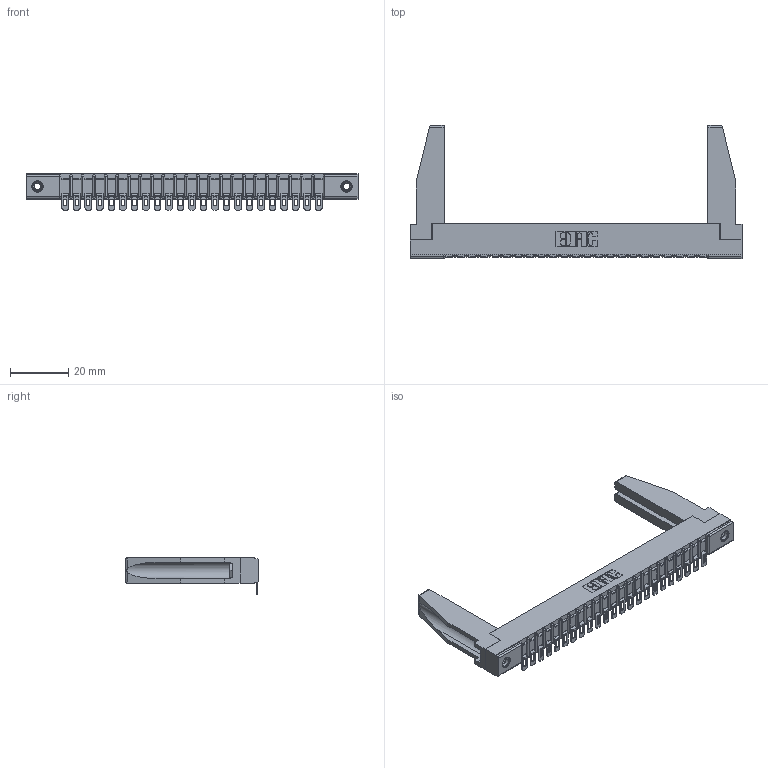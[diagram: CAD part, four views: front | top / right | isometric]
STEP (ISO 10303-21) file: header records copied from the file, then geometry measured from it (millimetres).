
FILE_DESCRIPTION (( 'STEP AP203' ), '1' );
FILE_NAME ('307-023-454-178.STEP', '2020-09-27T09:32:56', ( '' ), ( '' ), 'SwSTEP 2.0', 'SolidWorks 2020', '' );
FILE_SCHEMA (( 'CONFIG_CONTROL_DESIGN' ));
Length unit declared in the file: inch
Products named in the file (5): 345-250-001_345-250-001-102; 307-220-078; 307-290-002_554; 307 Part_.156 Dia Mounting Holes; 307-023-454-178
Assembly tree (28 placements, depth 2):
  307-023-454-178
    307 Part_.156 Dia Mounting Holes
    307-290-002_554  x23
    307-220-078  x2
    345-250-001_345-250-001-102  x2
Bounding box: 114.15 x 45.72 x 12.52 mm (x, y, z)
Volume: 11537.9 mm3; surface area: 17693.4 mm2
Topology: 28 solids, 28 shells, 2135 faces, 6472 edges, 4240 vertices
Faces by surface type: plane 1212, cylinder 859, sphere 48, cone 12, torus 4
Entity records: 25464 total; most frequent: CARTESIAN_POINT 4292, ORIENTED_EDGE 4238, DIRECTION 4141, EDGE_CURVE 2119, LINE 1611, VECTOR 1611, VERTEX_POINT 1374, AXIS2_PLACEMENT_3D 1265
